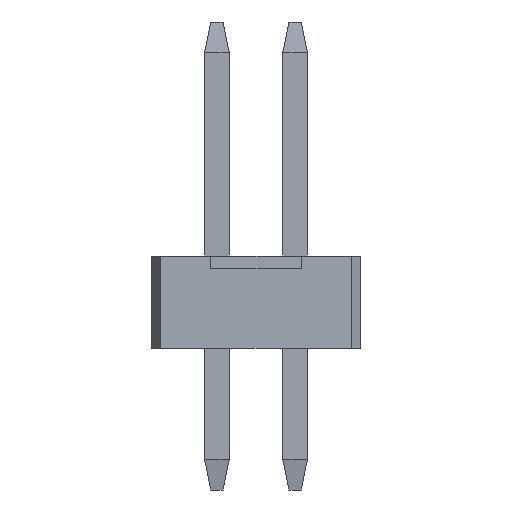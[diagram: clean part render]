
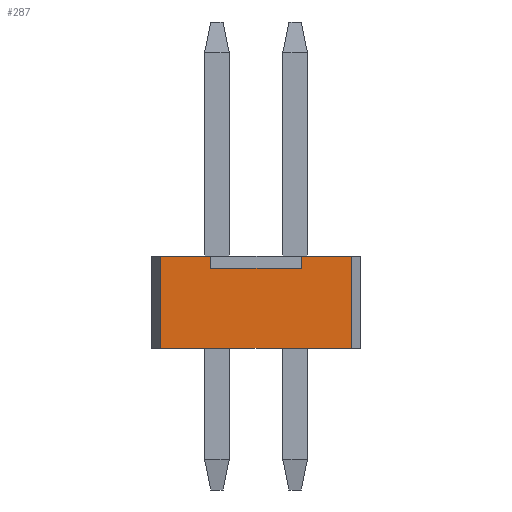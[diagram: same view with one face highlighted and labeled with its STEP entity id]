
A CAD part, left-side view. The second image highlights one B-rep face of the part: STEP entity #287.
In plain terms, the highlighted planar face has unit normal (-1, 0, 0).
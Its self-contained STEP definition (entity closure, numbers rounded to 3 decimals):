
#287 = ADVANCED_FACE( '', ( #532 ), #533, .T. );
#532 = FACE_OUTER_BOUND( '', #748, .T. );
#533 = PLANE( '', #749 );
#748 = EDGE_LOOP( '', ( #1364, #1365, #1366, #1367, #1368, #1369, #1370, #1371 ) );
#749 = AXIS2_PLACEMENT_3D( '', #1372, #1373, #1374 );
#1364 = ORIENTED_EDGE( '', *, *, #1549, .T. );
#1365 = ORIENTED_EDGE( '', *, *, #1620, .F. );
#1366 = ORIENTED_EDGE( '', *, *, #1566, .T. );
#1367 = ORIENTED_EDGE( '', *, *, #1622, .T. );
#1368 = ORIENTED_EDGE( '', *, *, #1545, .T. );
#1369 = ORIENTED_EDGE( '', *, *, #1608, .F. );
#1370 = ORIENTED_EDGE( '', *, *, #1629, .F. );
#1371 = ORIENTED_EDGE( '', *, *, #1579, .T. );
#1372 = CARTESIAN_POINT( '', ( -1.27, -1.7, -0.75 ) );
#1373 = DIRECTION( '', ( -1., 0., 0. ) );
#1374 = DIRECTION( '', ( 0., 0., 1. ) );
#1545 = EDGE_CURVE( '', #1888, #1886, #1889, .T. );
#1549 = EDGE_CURVE( '', #1896, #1894, #1897, .T. );
#1566 = EDGE_CURVE( '', #1914, #1918, #1920, .T. );
#1579 = EDGE_CURVE( '', #1937, #1896, #1938, .T. );
#1608 = EDGE_CURVE( '', #1970, #1886, #1971, .T. );
#1620 = EDGE_CURVE( '', #1914, #1894, #1984, .T. );
#1622 = EDGE_CURVE( '', #1918, #1888, #1986, .T. );
#1629 = EDGE_CURVE( '', #1937, #1970, #1993, .T. );
#1886 = VERTEX_POINT( '', #2377 );
#1888 = VERTEX_POINT( '', #2380 );
#1889 = LINE( '', #2381, #2382 );
#1894 = VERTEX_POINT( '', #2389 );
#1896 = VERTEX_POINT( '', #2392 );
#1897 = LINE( '', #2393, #2394 );
#1914 = VERTEX_POINT( '', #2420 );
#1918 = VERTEX_POINT( '', #2426 );
#1920 = LINE( '', #2429, #2430 );
#1937 = VERTEX_POINT( '', #2455 );
#1938 = LINE( '', #2456, #2457 );
#1970 = VERTEX_POINT( '', #2503 );
#1971 = LINE( '', #2504, #2505 );
#1984 = LINE( '', #2524, #2525 );
#1986 = LINE( '', #2527, #2528 );
#1993 = LINE( '', #2538, #2539 );
#2377 = CARTESIAN_POINT( '', ( -1.27, 1.55, 0.75 ) );
#2380 = CARTESIAN_POINT( '', ( -1.27, 0.735, 0.75 ) );
#2381 = CARTESIAN_POINT( '', ( -1.27, -1.7, 0.75 ) );
#2382 = VECTOR( '', #2670, 1000. );
#2389 = CARTESIAN_POINT( '', ( -1.27, -0.735, 0.75 ) );
#2392 = CARTESIAN_POINT( '', ( -1.27, -1.55, 0.75 ) );
#2393 = CARTESIAN_POINT( '', ( -1.27, -1.7, 0.75 ) );
#2394 = VECTOR( '', #2674, 1000. );
#2420 = CARTESIAN_POINT( '', ( -1.27, -0.735, 0.55 ) );
#2426 = CARTESIAN_POINT( '', ( -1.27, 0.735, 0.55 ) );
#2429 = CARTESIAN_POINT( '', ( -1.27, -0.735, 0.55 ) );
#2430 = VECTOR( '', #2687, 1000. );
#2455 = CARTESIAN_POINT( '', ( -1.27, -1.55, -0.75 ) );
#2456 = CARTESIAN_POINT( '', ( -1.27, -1.55, -3.897 ) );
#2457 = VECTOR( '', #2696, 1000. );
#2503 = CARTESIAN_POINT( '', ( -1.27, 1.55, -0.75 ) );
#2504 = CARTESIAN_POINT( '', ( -1.27, 1.55, -3.897 ) );
#2505 = VECTOR( '', #2711, 1000. );
#2524 = CARTESIAN_POINT( '', ( -1.27, -0.735, 0.55 ) );
#2525 = VECTOR( '', #2718, 1000. );
#2527 = CARTESIAN_POINT( '', ( -1.27, 0.735, 0.55 ) );
#2528 = VECTOR( '', #2719, 1000. );
#2538 = CARTESIAN_POINT( '', ( -1.27, -1.7, -0.75 ) );
#2539 = VECTOR( '', #2723, 1000. );
#2670 = DIRECTION( '', ( 0., 1., 0. ) );
#2674 = DIRECTION( '', ( 0., 1., 0. ) );
#2687 = DIRECTION( '', ( 0., 1., 0. ) );
#2696 = DIRECTION( '', ( 0., 0., 1. ) );
#2711 = DIRECTION( '', ( 0., 0., 1. ) );
#2718 = DIRECTION( '', ( 0., 0., 1. ) );
#2719 = DIRECTION( '', ( 0., 0., 1. ) );
#2723 = DIRECTION( '', ( 0., 1., 0. ) );
